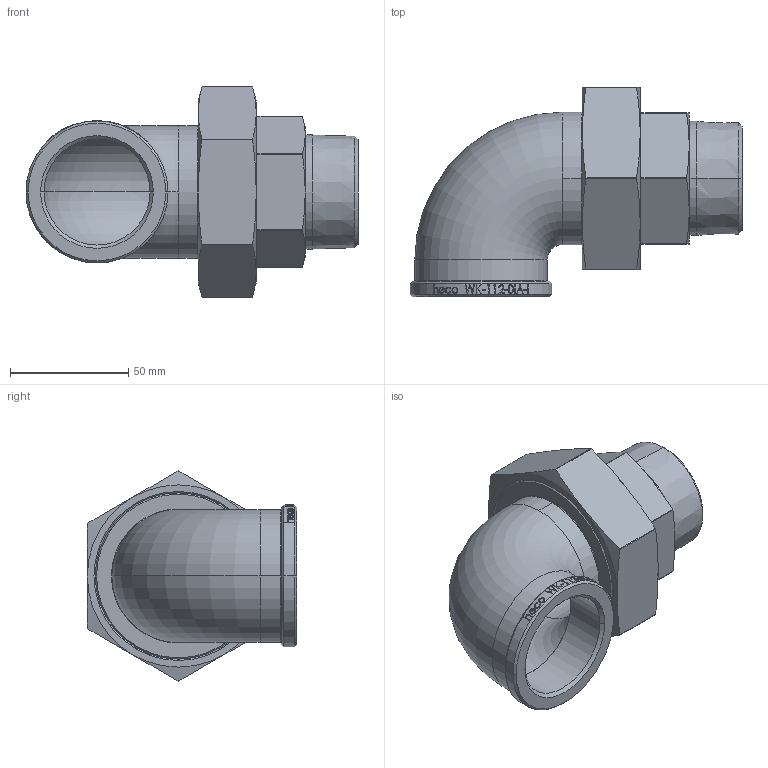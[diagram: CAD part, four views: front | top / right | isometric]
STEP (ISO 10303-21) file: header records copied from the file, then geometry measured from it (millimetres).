
FILE_DESCRIPTION (( 'STEP AP214' ), '1' );
FILE_NAME ('WK-112-0IA-I 1709.STEP', '2017-09-28T09:26:35', ( '' ), ( '' ), 'SwSTEP 2.0', 'SolidWorks 2016', '' );
FILE_SCHEMA (( 'AUTOMOTIVE_DESIGN' ));
Length unit declared in the file: millimetre
Products named in the file (1): WK-112-0IA-I 1709
Bounding box: 140.3 x 88.5 x 88.82 mm (x, y, z)
Volume: 162887.7 mm3; surface area: 57864.5 mm2
Topology: 1 solids, 1 shells, 296 faces, 731 edges, 467 vertices
Faces by surface type: plane 86, cylinder 75, bspline 75, cone 34, torus 26
Entity records: 18739 total; most frequent: CARTESIAN_POINT 10670, ORIENTED_EDGE 1462, DIRECTION 1090, EDGE_CURVE 731, VERTEX_POINT 467, AXIS2_PLACEMENT_3D 457, EDGE_LOOP 328, FACE_OUTER_BOUND 296
